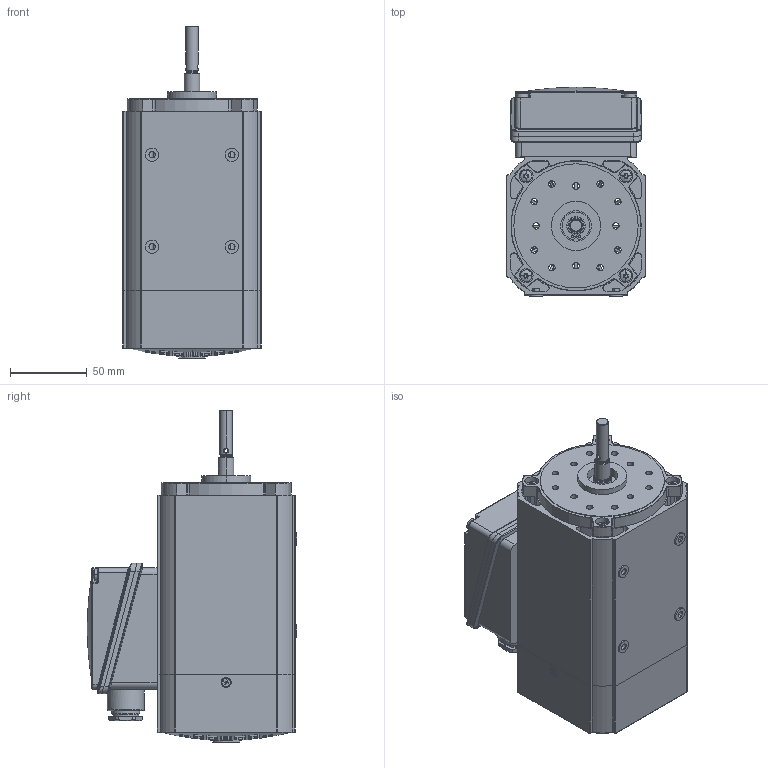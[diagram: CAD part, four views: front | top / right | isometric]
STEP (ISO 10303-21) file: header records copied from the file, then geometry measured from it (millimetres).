
FILE_DESCRIPTION (( 'STEP AP203' ), '1' );
FILE_NAME ('Motor IGL80-60.STEP', '2014-01-20T06:39:59', ( '' ), ( '' ), 'SwSTEP 2.0', 'SolidWorks 2012', '' );
FILE_SCHEMA (( 'CONFIG_CONTROL_DESIGN' ));
Products named in the file (1): Motor IGL80-60
Bounding box: 90 x 136.5 x 216.5 mm (x, y, z)
Surface area: 169380.6 mm2 (no closed solid volume)
Topology: 0 solids, 34 shells, 1011 faces, 3206 edges, 2150 vertices
Faces by surface type: plane 486, cylinder 344, torus 63, cone 50, bspline 41, sphere 27
Entity records: 40137 total; most frequent: CARTESIAN_POINT 12151, DIRECTION 6186, ORIENTED_EDGE 5220, EDGE_CURVE 3196, AXIS2_PLACEMENT_3D 2386, VERTEX_POINT 2150, CIRCLE 1415, VECTOR 1414
